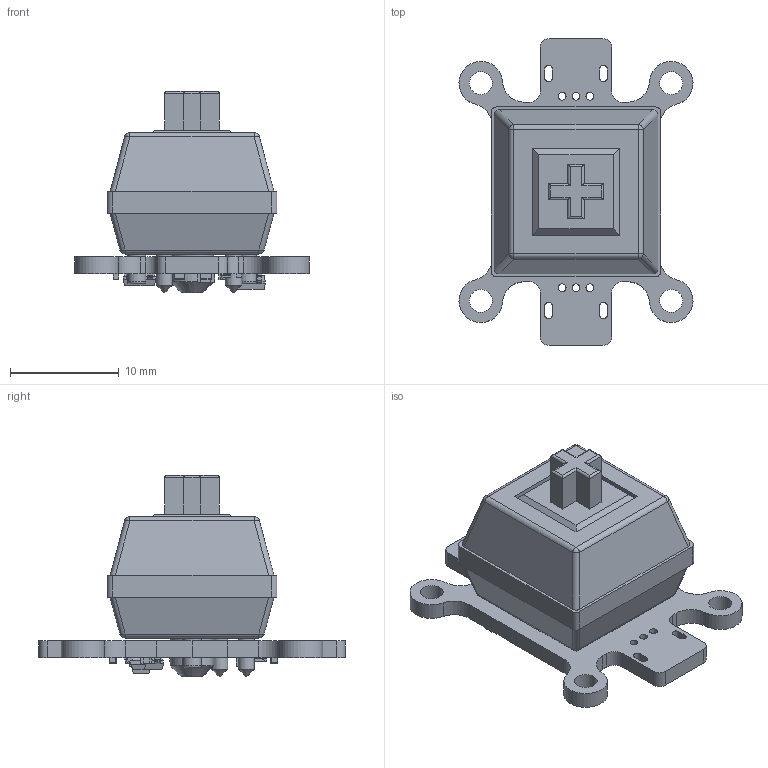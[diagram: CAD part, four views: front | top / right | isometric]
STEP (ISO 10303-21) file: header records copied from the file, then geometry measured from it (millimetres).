
FILE_DESCRIPTION(('Open CASCADE Model'),'2;1');
FILE_NAME('Open CASCADE Shape Model','2021-11-10T14:51:45',('Author'),( 'Open CASCADE'),'Open CASCADE STEP processor 6.8','Open CASCADE 6.8' ,'Unknown');
FILE_SCHEMA(('AUTOMOTIVE_DESIGN { 1 0 10303 214 1 1 1 1 }'));
Length unit declared in the file: millimetre
Products named in the file (43): PCB; Board; Open CASCADE STEP translator 6.8 8.1.1; D3; MSRC-RCLAMP0521P-N_v2; D2; D6; MSRC-0603_LED_Orange; R2; 6568364592; Extruded; 6568364832; U2; SOT23-6; C4; 6568305312; 6568305152; SW1; MX1A-11NW; D5; D1; MSRC-Nexperia_SOT23; D4; U1; MSRC-SOT23-5; R1; 6538035456; FB1; 6538036496; 6538043536; C1; 6008452576; 6008452416; C3; C2
Assembly tree (57 placements, depth 4):
  PCB
    Board
      Open CASCADE STEP translator 6.8 8.1.1
    D3
      MSRC-RCLAMP0521P-N_v2
    D2
      MSRC-RCLAMP0521P-N_v2
    D6
      MSRC-0603_LED_Orange
    R2
      6568364592
        Extruded
      6568364832  x2
        Extruded
    U2
      SOT23-6
    C4
      6568305312  x2
        Extruded
      6568305152
        Extruded
    SW1
      MX1A-11NW
    D5
      MSRC-RCLAMP0521P-N_v2
    D1
      MSRC-Nexperia_SOT23
    D4
      MSRC-RCLAMP0521P-N_v2
    U1
      MSRC-SOT23-5
    R1
      6538035456  x2
        Extruded
      6568364592
        Extruded
    FB1
      6538036496  x2
        Extruded
      6538043536
        Extruded
    C1
      6008452576  x2
        Extruded
      6008452416
        Extruded
    C3
      6568305312  x2
        Extruded
      6568305152
        Extruded
    C2
      6568305312  x2
        Extruded
      6568305152
        Extruded
Bounding box: 21.5 x 28.2 x 18.5 mm (x, y, z)
Volume: 2901.7 mm3; surface area: 2469.1 mm2
Topology: 57 solids, 57 shells, 848 faces, 1978 edges, 1255 vertices
Faces by surface type: plane 569, cylinder 218, sphere 42, bspline 10, torus 6, cone 3
Full cylindrical faces by diameter (mm): 0.15 x2, 0.152 x1, 0.71 x6, 1.498 x2, 1.5 x2, 1.7 x2, 1.702 x2, 2.1 x4, 3.98 x1, 4.09 x1
Entity records: 23885 total; most frequent: CARTESIAN_POINT 5601, DIRECTION 3374, ORIENTED_EDGE 3216, EDGE_CURVE 1608, LINE 1212, VECTOR 1212, AXIS2_PLACEMENT_3D 1081, VERTEX_POINT 1033
